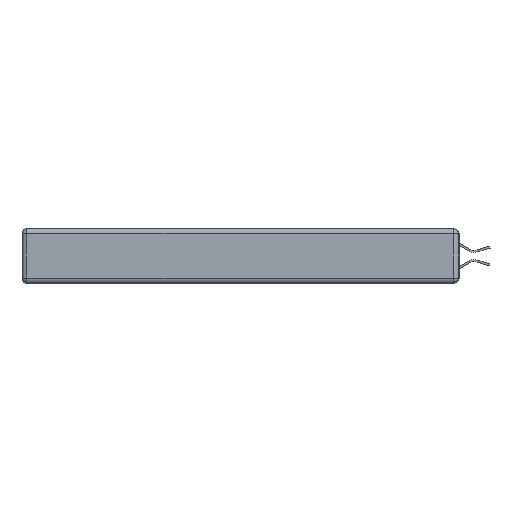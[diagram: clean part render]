
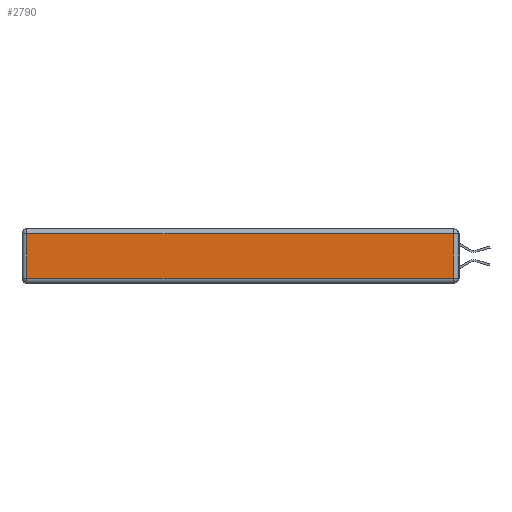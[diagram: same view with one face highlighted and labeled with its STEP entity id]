
A CAD part, left-side view. The second image highlights one B-rep face of the part: STEP entity #2790.
In plain terms, the highlighted planar face has unit normal (-1, 0, 0).
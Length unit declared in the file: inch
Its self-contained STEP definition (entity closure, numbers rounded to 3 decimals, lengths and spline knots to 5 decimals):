
#1034 = LINE ( 'NONE', #4987, #2398 ) ;
#1924 = VERTEX_POINT ( 'NONE', #4990 ) ;
#2204 = VECTOR ( 'NONE', #3877, 39.37008 ) ;
#2398 = VECTOR ( 'NONE', #17192, 39.37008 ) ;
#2515 = CARTESIAN_POINT ( 'NONE',  ( 0., 0.03, -0.03 ) ) ;
#2790 = ADVANCED_FACE ( 'NONE', ( #7140 ), #5741, .T. ) ;
#2889 = CARTESIAN_POINT ( 'NONE',  ( 0., 2.72, -0.03 ) ) ;
#3678 = ORIENTED_EDGE ( 'NONE', *, *, #16086, .T. ) ;
#3867 = CARTESIAN_POINT ( 'NONE',  ( 0., 2.72, -0.343 ) ) ;
#3877 = DIRECTION ( 'NONE',  ( 0., -1., 0. ) ) ;
#4227 = LINE ( 'NONE', #3867, #4901 ) ;
#4773 = EDGE_CURVE ( 'NONE', #7059, #1924, #10524, .T. ) ;
#4901 = VECTOR ( 'NONE', #16010, 39.37008 ) ;
#4987 = CARTESIAN_POINT ( 'NONE',  ( 0., 0.03, -0.343 ) ) ;
#4990 = CARTESIAN_POINT ( 'NONE',  ( 0., 0.03, -0.313 ) ) ;
#5225 = VERTEX_POINT ( 'NONE', #2515 ) ;
#5741 = PLANE ( 'NONE',  #17007 ) ;
#7059 = VERTEX_POINT ( 'NONE', #10453 ) ;
#7071 = LINE ( 'NONE', #10929, #10967 ) ;
#7140 = FACE_OUTER_BOUND ( 'NONE', #12147, .T. ) ;
#7584 = ORIENTED_EDGE ( 'NONE', *, *, #14665, .T. ) ;
#8056 = ORIENTED_EDGE ( 'NONE', *, *, #4773, .T. ) ;
#8308 = DIRECTION ( 'NONE',  ( 0., 1., 0. ) ) ;
#10453 = CARTESIAN_POINT ( 'NONE',  ( 0., 2.72, -0.313 ) ) ;
#10524 = LINE ( 'NONE', #15853, #2204 ) ;
#10929 = CARTESIAN_POINT ( 'NONE',  ( 0., 2.75, -0.03 ) ) ;
#10967 = VECTOR ( 'NONE', #8308, 39.37008 ) ;
#11166 = CARTESIAN_POINT ( 'NONE',  ( 0., 0., -0.343 ) ) ;
#11339 = DIRECTION ( 'NONE',  ( -1., 0., 0. ) ) ;
#12147 = EDGE_LOOP ( 'NONE', ( #8056, #7584, #14870, #3678 ) ) ;
#12823 = DIRECTION ( 'NONE',  ( 0., 0., 1. ) ) ;
#14357 = VERTEX_POINT ( 'NONE', #2889 ) ;
#14665 = EDGE_CURVE ( 'NONE', #1924, #5225, #1034, .T. ) ;
#14870 = ORIENTED_EDGE ( 'NONE', *, *, #14881, .T. ) ;
#14881 = EDGE_CURVE ( 'NONE', #5225, #14357, #7071, .T. ) ;
#15853 = CARTESIAN_POINT ( 'NONE',  ( 0., 0., -0.313 ) ) ;
#16010 = DIRECTION ( 'NONE',  ( 0., 0., -1. ) ) ;
#16086 = EDGE_CURVE ( 'NONE', #14357, #7059, #4227, .T. ) ;
#17007 = AXIS2_PLACEMENT_3D ( 'NONE', #11166, #11339, #12823 ) ;
#17192 = DIRECTION ( 'NONE',  ( 0., 0., 1. ) ) ;
